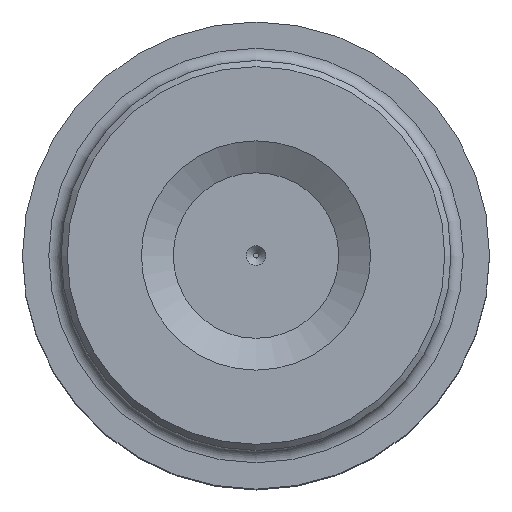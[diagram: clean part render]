
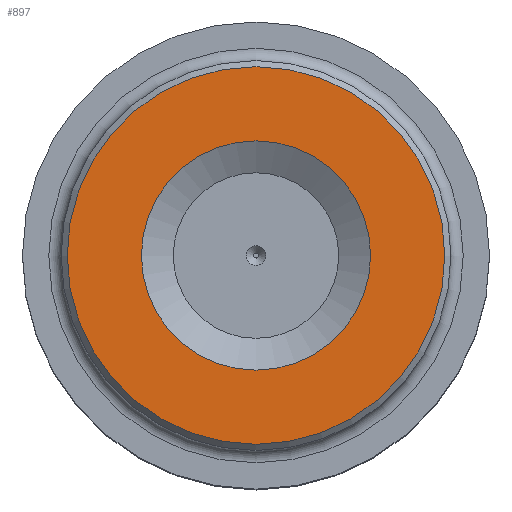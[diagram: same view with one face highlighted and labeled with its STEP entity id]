
A CAD part, top view. The second image highlights one B-rep face of the part: STEP entity #897.
In plain terms, the highlighted planar face has unit normal (0, 0, 1).
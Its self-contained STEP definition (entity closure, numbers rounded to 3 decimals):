
#113=FACE_BOUND('',#273,.T.);
#180=FACE_OUTER_BOUND('',#272,.T.);
#272=EDGE_LOOP('',(#801));
#273=EDGE_LOOP('',(#802));
#368=CIRCLE('',#1069,9.35);
#373=CIRCLE('',#1077,15.4);
#447=VERTEX_POINT('',#1678);
#451=VERTEX_POINT('',#1691);
#561=EDGE_CURVE('',#447,#447,#368,.T.);
#567=EDGE_CURVE('',#451,#451,#373,.T.);
#801=ORIENTED_EDGE('',*,*,#567,.F.);
#802=ORIENTED_EDGE('',*,*,#561,.F.);
#830=PLANE('',#1078);
#897=ADVANCED_FACE('',(#180,#113),#830,.T.);
#1069=AXIS2_PLACEMENT_3D('',#1679,#1410,#1411);
#1077=AXIS2_PLACEMENT_3D('',#1692,#1427,#1428);
#1078=AXIS2_PLACEMENT_3D('',#1694,#1430,#1431);
#1410=DIRECTION('center_axis',(0.,0.,1.));
#1411=DIRECTION('ref_axis',(-1.,0.,0.));
#1427=DIRECTION('center_axis',(0.,0.,-1.));
#1428=DIRECTION('ref_axis',(1.,0.,0.));
#1430=DIRECTION('center_axis',(0.,0.,1.));
#1431=DIRECTION('ref_axis',(1.,0.,0.));
#1678=CARTESIAN_POINT('',(9.35,0.,43.));
#1679=CARTESIAN_POINT('Origin',(0.,0.,43.));
#1691=CARTESIAN_POINT('',(-15.4,0.,43.));
#1692=CARTESIAN_POINT('Origin',(0.,0.,43.));
#1694=CARTESIAN_POINT('Origin',(0.,0.,43.));
